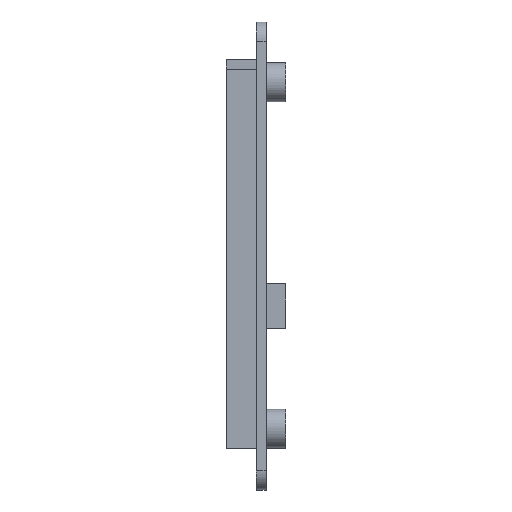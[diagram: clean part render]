
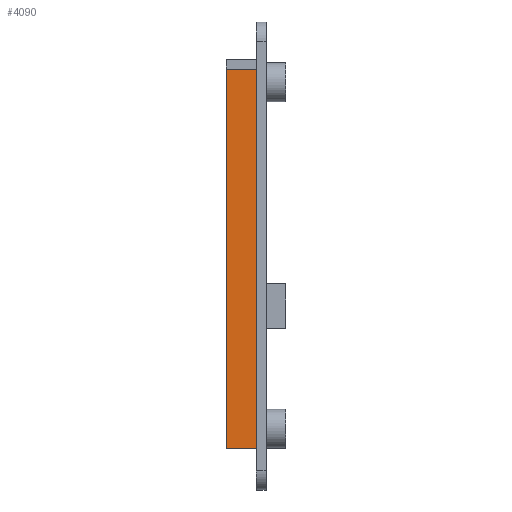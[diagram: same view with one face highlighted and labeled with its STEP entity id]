
A CAD part, left-side view. The second image highlights one B-rep face of the part: STEP entity #4090.
In plain terms, the highlighted free-form (B-spline) face has degree [1, 1] with [2, 2] control points.
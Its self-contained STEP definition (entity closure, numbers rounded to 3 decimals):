
#3675 = VERTEX_POINT('',#3676);
#3676 = CARTESIAN_POINT('',(-27.169,0.876,16.827
    ));
#3681 = EDGE_CURVE('',#3682,#3675,#3684,.T.);
#3682 = VERTEX_POINT('',#3683);
#3683 = CARTESIAN_POINT('',(-27.169,0.876,-17.353
    ));
#3684 = B_SPLINE_CURVE_WITH_KNOTS('',1,(#3685,#3686),.UNSPECIFIED.,.F.,
  .F.,(2,2),(-19.8,19.2),.PIECEWISE_BEZIER_KNOTS.);
#3685 = CARTESIAN_POINT('',(-27.169,0.876,-17.353
    ));
#3686 = CARTESIAN_POINT('',(-27.169,0.876,16.827
    ));
#4073 = EDGE_CURVE('',#4074,#3682,#4076,.T.);
#4074 = VERTEX_POINT('',#4075);
#4075 = CARTESIAN_POINT('',(-27.169,3.593,-17.353
    ));
#4076 = B_SPLINE_CURVE_WITH_KNOTS('',1,(#4077,#4078),.UNSPECIFIED.,.F.,
  .F.,(2,2),(-0.,3.1),.PIECEWISE_BEZIER_KNOTS.);
#4077 = CARTESIAN_POINT('',(-27.169,3.593,-17.353
    ));
#4078 = CARTESIAN_POINT('',(-27.169,0.876,-17.353
    ));
#4090 = ADVANCED_FACE('',(#4091),#4107,.F.);
#4091 = FACE_BOUND('',#4092,.T.);
#4092 = EDGE_LOOP('',(#4093,#4094,#4101,#4106));
#4093 = ORIENTED_EDGE('',*,*,#3681,.T.);
#4094 = ORIENTED_EDGE('',*,*,#4095,.F.);
#4095 = EDGE_CURVE('',#4096,#3675,#4098,.T.);
#4096 = VERTEX_POINT('',#4097);
#4097 = CARTESIAN_POINT('',(-27.169,3.593,16.827
    ));
#4098 = B_SPLINE_CURVE_WITH_KNOTS('',1,(#4099,#4100),.UNSPECIFIED.,.F.,
  .F.,(2,2),(-0.,3.1),.PIECEWISE_BEZIER_KNOTS.);
#4099 = CARTESIAN_POINT('',(-27.169,3.593,16.827
    ));
#4100 = CARTESIAN_POINT('',(-27.169,0.876,16.827
    ));
#4101 = ORIENTED_EDGE('',*,*,#4102,.F.);
#4102 = EDGE_CURVE('',#4074,#4096,#4103,.T.);
#4103 = B_SPLINE_CURVE_WITH_KNOTS('',1,(#4104,#4105),.UNSPECIFIED.,.F.,
  .F.,(2,2),(-19.8,19.2),.PIECEWISE_BEZIER_KNOTS.);
#4104 = CARTESIAN_POINT('',(-27.169,3.593,-17.353
    ));
#4105 = CARTESIAN_POINT('',(-27.169,3.593,16.827
    ));
#4106 = ORIENTED_EDGE('',*,*,#4073,.T.);
#4107 = B_SPLINE_SURFACE_WITH_KNOTS('',1,1,(
    (#4108,#4109)
    ,(#4110,#4111
    )),.UNSPECIFIED.,.F.,.F.,.F.,(2,2),(2,2),(-19.2,19.8),(-3.1,0.),
  .PIECEWISE_BEZIER_KNOTS.);
#4108 = CARTESIAN_POINT('',(-27.169,0.876,16.827
    ));
#4109 = CARTESIAN_POINT('',(-27.169,3.593,16.827
    ));
#4110 = CARTESIAN_POINT('',(-27.169,0.876,-17.353
    ));
#4111 = CARTESIAN_POINT('',(-27.169,3.593,-17.353
    ));
